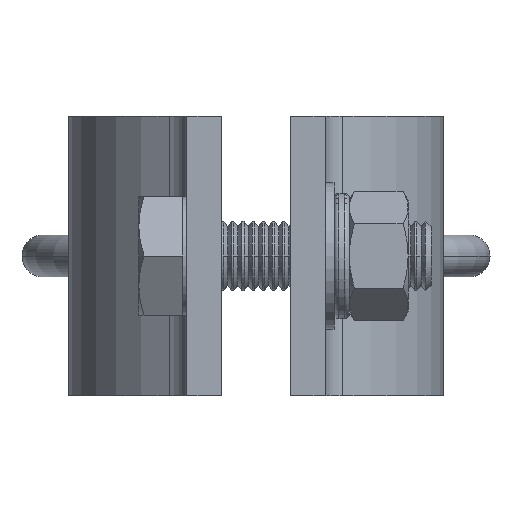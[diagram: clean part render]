
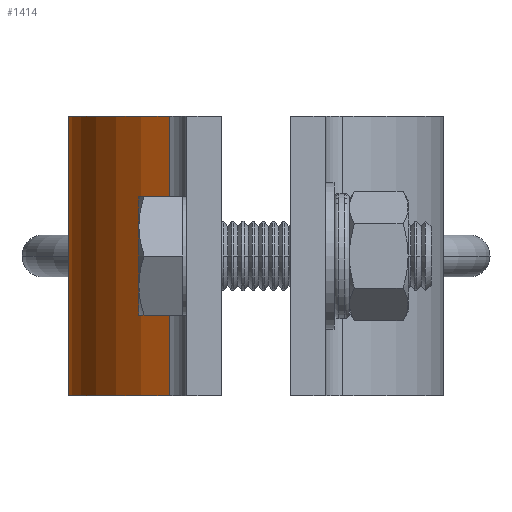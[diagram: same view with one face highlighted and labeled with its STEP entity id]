
A CAD part, front view. The second image highlights one B-rep face of the part: STEP entity #1414.
In plain terms, the highlighted cylindrical face has radius 29 mm (diameter 58 mm), a partial arc.
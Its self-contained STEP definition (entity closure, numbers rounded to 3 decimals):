
#285 = EDGE_CURVE ( 'NONE', #13399, #5000, #13723, .T. ) ;
#1414 = ADVANCED_FACE ( 'NONE', ( #18099 ), #11710, .T. ) ;
#1546 = AXIS2_PLACEMENT_3D ( 'NONE', #15024, #19628, #16643 ) ;
#3348 = CARTESIAN_POINT ( 'NONE',  ( 0., 0., 20. ) ) ;
#4141 = VECTOR ( 'NONE', #18548, 1000. ) ;
#4878 = CIRCLE ( 'NONE', #11449, 29. ) ;
#4954 = CARTESIAN_POINT ( 'NONE',  ( 14.566, -25.076, -20. ) ) ;
#5000 = VERTEX_POINT ( 'NONE', #4954 ) ;
#5202 = CARTESIAN_POINT ( 'NONE',  ( 14.566, 25.076, -20. ) ) ;
#5644 = EDGE_CURVE ( 'NONE', #12141, #16671, #10011, .T. ) ;
#5728 = EDGE_CURVE ( 'NONE', #13399, #12141, #4878, .T. ) ;
#7117 = CARTESIAN_POINT ( 'NONE',  ( 14.566, 25.076, 20. ) ) ;
#8251 = ORIENTED_EDGE ( 'NONE', *, *, #5728, .F. ) ;
#9576 = DIRECTION ( 'NONE',  ( -1., 0., 0. ) ) ;
#10011 = LINE ( 'NONE', #7117, #11036 ) ;
#10463 = DIRECTION ( 'NONE',  ( 0., 0., 1. ) ) ;
#11036 = VECTOR ( 'NONE', #16290, 1000. ) ;
#11132 = CARTESIAN_POINT ( 'NONE',  ( 14.566, -25.076, 20. ) ) ;
#11449 = AXIS2_PLACEMENT_3D ( 'NONE', #16821, #10463, #15207 ) ;
#11710 = CYLINDRICAL_SURFACE ( 'NONE', #12530, 29. ) ;
#12141 = VERTEX_POINT ( 'NONE', #19227 ) ;
#12474 = CARTESIAN_POINT ( 'NONE',  ( 14.566, -25.076, 20. ) ) ;
#12530 = AXIS2_PLACEMENT_3D ( 'NONE', #3348, #18837, #9576 ) ;
#12585 = EDGE_LOOP ( 'NONE', ( #19035, #13996, #8251, #14571 ) ) ;
#13399 = VERTEX_POINT ( 'NONE', #11132 ) ;
#13701 = CIRCLE ( 'NONE', #1546, 29. ) ;
#13723 = LINE ( 'NONE', #12474, #4141 ) ;
#13996 = ORIENTED_EDGE ( 'NONE', *, *, #5644, .F. ) ;
#14571 = ORIENTED_EDGE ( 'NONE', *, *, #285, .T. ) ;
#15024 = CARTESIAN_POINT ( 'NONE',  ( 0., 0., -20. ) ) ;
#15207 = DIRECTION ( 'NONE',  ( 1., 0., 0. ) ) ;
#16271 = EDGE_CURVE ( 'NONE', #5000, #16671, #13701, .T. ) ;
#16290 = DIRECTION ( 'NONE',  ( 0., 0., -1. ) ) ;
#16643 = DIRECTION ( 'NONE',  ( 1., 0., 0. ) ) ;
#16671 = VERTEX_POINT ( 'NONE', #5202 ) ;
#16821 = CARTESIAN_POINT ( 'NONE',  ( 0., 0., 20. ) ) ;
#18099 = FACE_OUTER_BOUND ( 'NONE', #12585, .T. ) ;
#18548 = DIRECTION ( 'NONE',  ( 0., 0., -1. ) ) ;
#18837 = DIRECTION ( 'NONE',  ( 0., 0., -1. ) ) ;
#19035 = ORIENTED_EDGE ( 'NONE', *, *, #16271, .T. ) ;
#19227 = CARTESIAN_POINT ( 'NONE',  ( 14.566, 25.076, 20. ) ) ;
#19628 = DIRECTION ( 'NONE',  ( 0., 0., 1. ) ) ;
